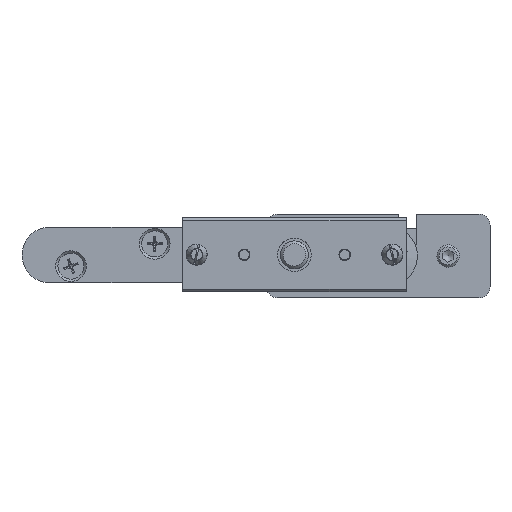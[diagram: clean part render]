
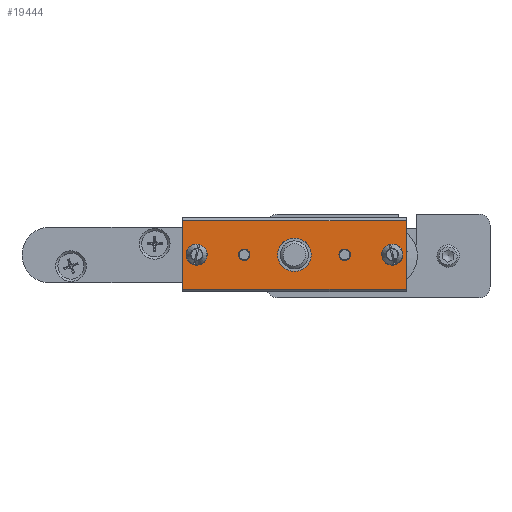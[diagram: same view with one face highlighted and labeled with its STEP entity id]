
A CAD part, top view. The second image highlights one B-rep face of the part: STEP entity #19444.
In plain terms, the highlighted face is planar.
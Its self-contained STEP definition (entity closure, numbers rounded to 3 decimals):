
#2517=FACE_BOUND('',#5587,.T.);
#2518=FACE_BOUND('',#5588,.T.);
#2519=FACE_BOUND('',#5589,.T.);
#2520=FACE_BOUND('',#5590,.T.);
#2521=FACE_BOUND('',#5591,.T.);
#2721=CIRCLE('',#21412,2.5);
#2724=CIRCLE('',#21417,2.5);
#2727=CIRCLE('',#21422,2.067);
#2730=CIRCLE('',#21427,2.067);
#2731=CIRCLE('',#21430,6.);
#4483=FACE_OUTER_BOUND('',#5586,.T.);
#5586=EDGE_LOOP('',(#16948,#16949,#16950,#16951));
#5587=EDGE_LOOP('',(#16952));
#5588=EDGE_LOOP('',(#16953));
#5589=EDGE_LOOP('',(#16954));
#5590=EDGE_LOOP('',(#16955));
#5591=EDGE_LOOP('',(#16956));
#6085=LINE('',#42101,#6610);
#6095=LINE('',#42120,#6620);
#6099=LINE('',#42128,#6624);
#6121=LINE('',#42203,#6646);
#6610=VECTOR('',#24710,10.);
#6620=VECTOR('',#24724,10.);
#6624=VECTOR('',#24730,10.);
#6646=VECTOR('',#24816,10.);
#8513=VERTEX_POINT('',#42098);
#8514=VERTEX_POINT('',#42100);
#8521=VERTEX_POINT('',#42119);
#8524=VERTEX_POINT('',#42127);
#8536=VERTEX_POINT('',#42169);
#8539=VERTEX_POINT('',#42179);
#8542=VERTEX_POINT('',#42189);
#8545=VERTEX_POINT('',#42199);
#8546=VERTEX_POINT('',#42205);
#11376=EDGE_CURVE('',#8513,#8514,#6085,.T.);
#11386=EDGE_CURVE('',#8521,#8514,#6095,.T.);
#11390=EDGE_CURVE('',#8521,#8524,#6099,.T.);
#11412=EDGE_CURVE('',#8536,#8536,#2721,.T.);
#11417=EDGE_CURVE('',#8539,#8539,#2724,.T.);
#11422=EDGE_CURVE('',#8542,#8542,#2727,.T.);
#11427=EDGE_CURVE('',#8545,#8545,#2730,.T.);
#11428=EDGE_CURVE('',#8513,#8524,#6121,.T.);
#11429=EDGE_CURVE('',#8546,#8546,#2731,.T.);
#16948=ORIENTED_EDGE('',*,*,#11376,.F.);
#16949=ORIENTED_EDGE('',*,*,#11428,.T.);
#16950=ORIENTED_EDGE('',*,*,#11390,.F.);
#16951=ORIENTED_EDGE('',*,*,#11386,.T.);
#16952=ORIENTED_EDGE('',*,*,#11412,.T.);
#16953=ORIENTED_EDGE('',*,*,#11417,.T.);
#16954=ORIENTED_EDGE('',*,*,#11422,.T.);
#16955=ORIENTED_EDGE('',*,*,#11427,.T.);
#16956=ORIENTED_EDGE('',*,*,#11429,.T.);
#18505=PLANE('',#21431);
#19444=ADVANCED_FACE('',(#4483,#2517,#2518,#2519,#2520,#2521),#18505,.T.);
#21412=AXIS2_PLACEMENT_3D('',#42171,#24776,#24777);
#21417=AXIS2_PLACEMENT_3D('',#42181,#24788,#24789);
#21422=AXIS2_PLACEMENT_3D('',#42191,#24800,#24801);
#21427=AXIS2_PLACEMENT_3D('',#42201,#24812,#24813);
#21430=AXIS2_PLACEMENT_3D('',#42206,#24819,#24820);
#21431=AXIS2_PLACEMENT_3D('',#42208,#24822,#24823);
#24710=DIRECTION('',(-1.,0.,0.));
#24724=DIRECTION('',(0.,1.,0.));
#24730=DIRECTION('',(1.,0.,0.));
#24776=DIRECTION('center_axis',(0.,0.,1.));
#24777=DIRECTION('ref_axis',(1.,0.,0.));
#24788=DIRECTION('center_axis',(0.,0.,1.));
#24789=DIRECTION('ref_axis',(1.,0.,0.));
#24800=DIRECTION('center_axis',(0.,0.,1.));
#24801=DIRECTION('ref_axis',(1.,0.,0.));
#24812=DIRECTION('center_axis',(0.,0.,1.));
#24813=DIRECTION('ref_axis',(1.,0.,0.));
#24816=DIRECTION('',(0.,-1.,0.));
#24819=DIRECTION('center_axis',(0.,0.,1.));
#24820=DIRECTION('ref_axis',(-1.,0.,0.));
#24822=DIRECTION('center_axis',(0.,0.,-1.));
#24823=DIRECTION('ref_axis',(-1.,0.,0.));
#42098=CARTESIAN_POINT('',(40.,12.25,-10.));
#42100=CARTESIAN_POINT('',(-40.,12.25,-10.));
#42101=CARTESIAN_POINT('',(20.,12.25,-10.));
#42119=CARTESIAN_POINT('',(-40.,-12.25,-10.));
#42120=CARTESIAN_POINT('',(-40.,13.25,-10.));
#42127=CARTESIAN_POINT('',(40.,-12.25,-10.));
#42128=CARTESIAN_POINT('',(-20.,-12.25,-10.));
#42169=CARTESIAN_POINT('',(-37.5,0.,-10.));
#42171=CARTESIAN_POINT('Origin',(-35.,0.,-10.));
#42179=CARTESIAN_POINT('',(32.5,0.,-10.));
#42181=CARTESIAN_POINT('Origin',(35.,0.,-10.));
#42189=CARTESIAN_POINT('',(-20.067,0.,-10.));
#42191=CARTESIAN_POINT('Origin',(-18.,0.,-10.));
#42199=CARTESIAN_POINT('',(15.933,0.,-10.));
#42201=CARTESIAN_POINT('Origin',(18.,0.,-10.));
#42203=CARTESIAN_POINT('',(40.,-13.25,-10.));
#42205=CARTESIAN_POINT('',(6.,0.,-10.));
#42206=CARTESIAN_POINT('Origin',(0.,0.,-10.));
#42208=CARTESIAN_POINT('Origin',(0.,0.,-10.));
